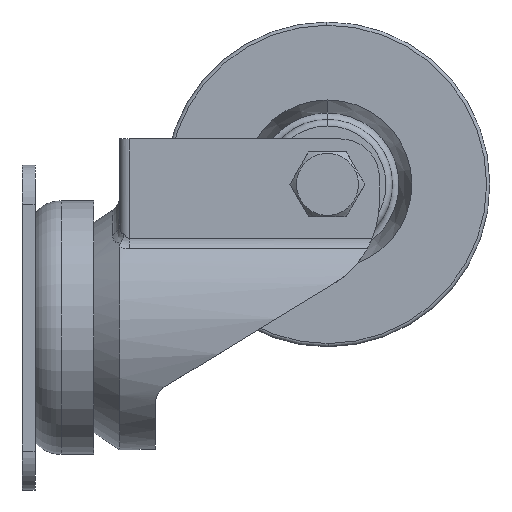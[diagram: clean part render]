
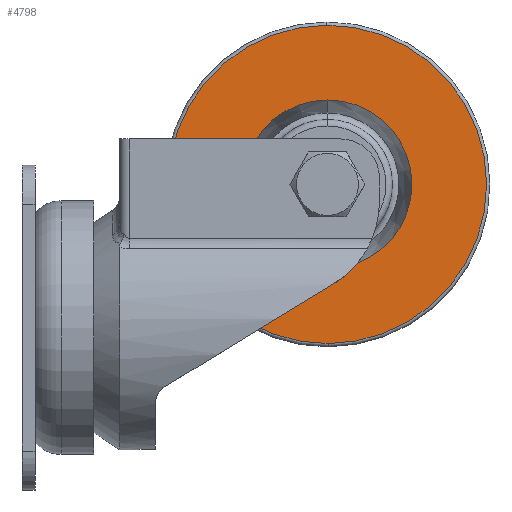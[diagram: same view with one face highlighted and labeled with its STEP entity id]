
A CAD part, left-side view. The second image highlights one B-rep face of the part: STEP entity #4798.
In plain terms, the highlighted face is planar.
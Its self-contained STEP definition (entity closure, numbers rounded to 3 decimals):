
#48 = EDGE_CURVE ( 'NONE', #1532, #4863, #2012, .T. ) ;
#59 = ORIENTED_EDGE ( 'NONE', *, *, #48, .T. ) ;
#343 = CARTESIAN_POINT ( 'NONE',  ( 0., 0., -8. ) ) ;
#735 = DIRECTION ( 'NONE',  ( 0., 0., -1. ) ) ;
#1024 = FACE_BOUND ( 'NONE', #4393, .T. ) ;
#1493 = VERTEX_POINT ( 'NONE', #6534 ) ;
#1532 = VERTEX_POINT ( 'NONE', #8700 ) ;
#1749 = VERTEX_POINT ( 'NONE', #3530 ) ;
#2012 = CIRCLE ( 'NONE', #8239, 24.5 ) ;
#2341 = ORIENTED_EDGE ( 'NONE', *, *, #8856, .T. ) ;
#2731 = EDGE_CURVE ( 'NONE', #1493, #1749, #4495, .T. ) ;
#2991 = ORIENTED_EDGE ( 'NONE', *, *, #2731, .T. ) ;
#3113 = DIRECTION ( 'NONE',  ( 0., 0., 1. ) ) ;
#3145 = CARTESIAN_POINT ( 'NONE',  ( 0., 0., -8. ) ) ;
#3406 = CIRCLE ( 'NONE', #3682, 24.5 ) ;
#3410 = EDGE_CURVE ( 'NONE', #4863, #1532, #3406, .T. ) ;
#3530 = CARTESIAN_POINT ( 'NONE',  ( 13., 0., -8. ) ) ;
#3543 = DIRECTION ( 'NONE',  ( 1., 0., 0. ) ) ;
#3682 = AXIS2_PLACEMENT_3D ( 'NONE', #4178, #735, #3543 ) ;
#3855 = DIRECTION ( 'NONE',  ( 0., 0., -1. ) ) ;
#4178 = CARTESIAN_POINT ( 'NONE',  ( 0., 0., -8. ) ) ;
#4393 = EDGE_LOOP ( 'NONE', ( #2341, #2991 ) ) ;
#4495 = CIRCLE ( 'NONE', #5525, 13. ) ;
#4798 = ADVANCED_FACE ( 'NONE', ( #5097, #1024 ), #6559, .F. ) ;
#4863 = VERTEX_POINT ( 'NONE', #6649 ) ;
#5097 = FACE_OUTER_BOUND ( 'NONE', #7831, .T. ) ;
#5380 = DIRECTION ( 'NONE',  ( 0., 0., 1. ) ) ;
#5525 = AXIS2_PLACEMENT_3D ( 'NONE', #8782, #5380, #5976 ) ;
#5667 = AXIS2_PLACEMENT_3D ( 'NONE', #5854, #7896, #7082 ) ;
#5817 = ORIENTED_EDGE ( 'NONE', *, *, #3410, .T. ) ;
#5854 = CARTESIAN_POINT ( 'NONE',  ( 0., 0., -8. ) ) ;
#5976 = DIRECTION ( 'NONE',  ( 1., 0., 0. ) ) ;
#6534 = CARTESIAN_POINT ( 'NONE',  ( -13., 0., -8. ) ) ;
#6559 = PLANE ( 'NONE',  #6873 ) ;
#6637 = DIRECTION ( 'NONE',  ( 1., 0., 0. ) ) ;
#6649 = CARTESIAN_POINT ( 'NONE',  ( -24.5, 0., -8. ) ) ;
#6873 = AXIS2_PLACEMENT_3D ( 'NONE', #343, #3113, #8632 ) ;
#7082 = DIRECTION ( 'NONE',  ( 1., 0., 0. ) ) ;
#7114 = CIRCLE ( 'NONE', #5667, 13. ) ;
#7831 = EDGE_LOOP ( 'NONE', ( #59, #5817 ) ) ;
#7896 = DIRECTION ( 'NONE',  ( 0., 0., 1. ) ) ;
#8239 = AXIS2_PLACEMENT_3D ( 'NONE', #3145, #3855, #6637 ) ;
#8632 = DIRECTION ( 'NONE',  ( 1., 0., 0. ) ) ;
#8700 = CARTESIAN_POINT ( 'NONE',  ( 24.5, 0., -8. ) ) ;
#8782 = CARTESIAN_POINT ( 'NONE',  ( 0., 0., -8. ) ) ;
#8856 = EDGE_CURVE ( 'NONE', #1749, #1493, #7114, .T. ) ;
